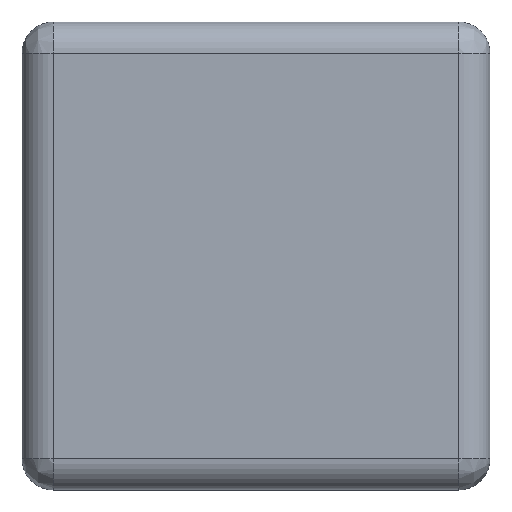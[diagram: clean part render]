
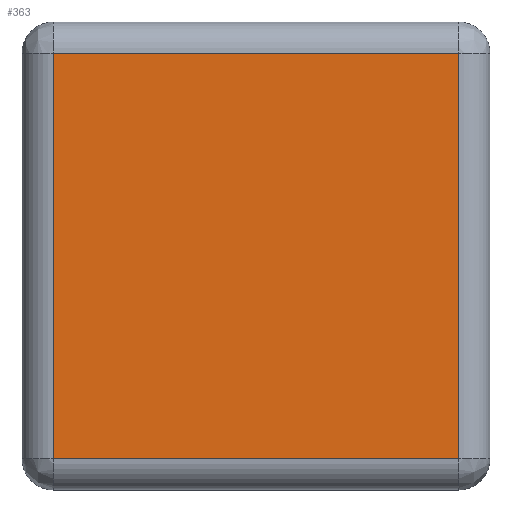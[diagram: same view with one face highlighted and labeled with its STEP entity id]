
A CAD part, top view. The second image highlights one B-rep face of the part: STEP entity #363.
In plain terms, the highlighted planar face has unit normal (0, 0, 1).
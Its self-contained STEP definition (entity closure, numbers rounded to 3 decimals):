
#60 = DIRECTION ( 'NONE',  ( 0., 0., 1. ) ) ;
#64 = VECTOR ( 'NONE', #177, 1000. ) ;
#74 = CARTESIAN_POINT ( 'NONE',  ( 39.08, 19.5, 4. ) ) ;
#90 = LINE ( 'NONE', #74, #64 ) ;
#103 = EDGE_CURVE ( 'NONE', #204, #248, #496, .T. ) ;
#121 = CARTESIAN_POINT ( 'NONE',  ( -19.5, 39.08, 4. ) ) ;
#131 = EDGE_CURVE ( 'NONE', #497, #204, #90, .T. ) ;
#139 = CARTESIAN_POINT ( 'NONE',  ( 19.5, -19.5, 4. ) ) ;
#161 = CARTESIAN_POINT ( 'NONE',  ( -19.5, 19.5, 4. ) ) ;
#163 = CARTESIAN_POINT ( 'NONE',  ( 19.5, -39.08, 4. ) ) ;
#172 = DIRECTION ( 'NONE',  ( 0., 1., 0. ) ) ;
#177 = DIRECTION ( 'NONE',  ( 1., 0., 0. ) ) ;
#183 = CARTESIAN_POINT ( 'NONE',  ( -39.08, -19.5, 4. ) ) ;
#189 = AXIS2_PLACEMENT_3D ( 'NONE', #261, #60, #611 ) ;
#192 = ORIENTED_EDGE ( 'NONE', *, *, #448, .F. ) ;
#204 = VERTEX_POINT ( 'NONE', #568 ) ;
#210 = DIRECTION ( 'NONE',  ( 0., -1., 0. ) ) ;
#248 = VERTEX_POINT ( 'NONE', #139 ) ;
#261 = CARTESIAN_POINT ( 'NONE',  ( 0., 0., 4. ) ) ;
#265 = LINE ( 'NONE', #183, #571 ) ;
#281 = DIRECTION ( 'NONE',  ( -1., 0., 0. ) ) ;
#326 = CARTESIAN_POINT ( 'NONE',  ( -19.5, -19.5, 4. ) ) ;
#356 = ORIENTED_EDGE ( 'NONE', *, *, #131, .F. ) ;
#363 = ADVANCED_FACE ( 'NONE', ( #533 ), #563, .T. ) ;
#368 = ORIENTED_EDGE ( 'NONE', *, *, #536, .F. ) ;
#381 = VECTOR ( 'NONE', #172, 1000. ) ;
#402 = EDGE_LOOP ( 'NONE', ( #192, #368, #544, #356 ) ) ;
#448 = EDGE_CURVE ( 'NONE', #508, #497, #551, .T. ) ;
#496 = LINE ( 'NONE', #163, #583 ) ;
#497 = VERTEX_POINT ( 'NONE', #161 ) ;
#508 = VERTEX_POINT ( 'NONE', #326 ) ;
#533 = FACE_OUTER_BOUND ( 'NONE', #402, .T. ) ;
#536 = EDGE_CURVE ( 'NONE', #248, #508, #265, .T. ) ;
#544 = ORIENTED_EDGE ( 'NONE', *, *, #103, .F. ) ;
#551 = LINE ( 'NONE', #121, #381 ) ;
#563 = PLANE ( 'NONE',  #189 ) ;
#568 = CARTESIAN_POINT ( 'NONE',  ( 19.5, 19.5, 4. ) ) ;
#571 = VECTOR ( 'NONE', #281, 1000. ) ;
#583 = VECTOR ( 'NONE', #210, 1000. ) ;
#611 = DIRECTION ( 'NONE',  ( 1., 0., 0. ) ) ;
